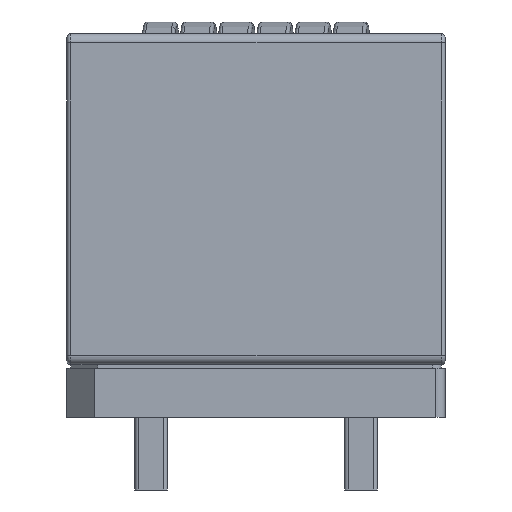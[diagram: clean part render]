
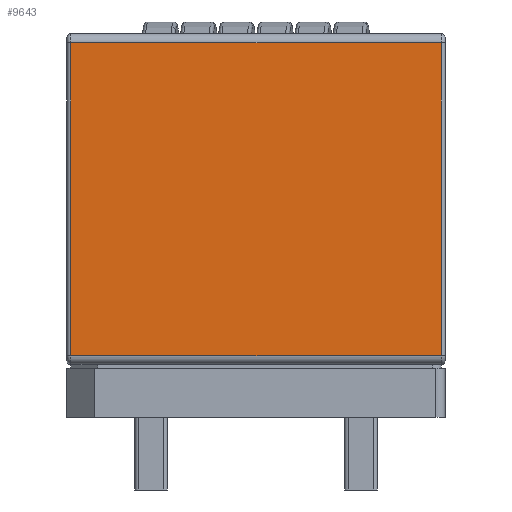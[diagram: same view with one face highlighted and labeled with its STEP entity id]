
A CAD part, left-side view. The second image highlights one B-rep face of the part: STEP entity #9643.
In plain terms, the highlighted planar face has unit normal (-1, 0, 0).
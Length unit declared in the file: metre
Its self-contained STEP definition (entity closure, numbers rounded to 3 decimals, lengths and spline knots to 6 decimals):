
#920=PLANE('',#10030);
#1174=LINE('',#12821,#1790);
#1463=LINE('',#15175,#2079);
#1464=LINE('',#15177,#2080);
#1465=LINE('',#15179,#2081);
#1790=VECTOR('',#10588,1.);
#2079=VECTOR('',#11203,1.);
#2080=VECTOR('',#11204,1.);
#2081=VECTOR('',#11205,1.);
#3499=ORIENTED_EDGE('',*,*,#4787,.F.);
#3500=ORIENTED_EDGE('',*,*,#4788,.T.);
#3501=ORIENTED_EDGE('',*,*,#4789,.T.);
#3502=ORIENTED_EDGE('',*,*,#4430,.T.);
#4430=EDGE_CURVE('',#5334,#5335,#1174,.T.);
#4787=EDGE_CURVE('',#5529,#5335,#1463,.T.);
#4788=EDGE_CURVE('',#5529,#5530,#1464,.T.);
#4789=EDGE_CURVE('',#5530,#5334,#1465,.T.);
#5334=VERTEX_POINT('',#12814);
#5335=VERTEX_POINT('',#12818);
#5529=VERTEX_POINT('',#15176);
#5530=VERTEX_POINT('',#15178);
#6086=EDGE_LOOP('',(#3499,#3500,#3501,#3502));
#6536=FACE_BOUND('',#6086,.T.);
#9643=ADVANCED_FACE('',(#6536),#920,.T.);
#10030=AXIS2_PLACEMENT_3D('',#15174,#11201,#11202);
#10588=DIRECTION('',(0.,0.,1.));
#11201=DIRECTION('',(-1.,0.,0.));
#11202=DIRECTION('',(0.,0.,1.));
#11203=DIRECTION('',(0.,-1.,0.));
#11204=DIRECTION('',(0.,0.,-1.));
#11205=DIRECTION('',(0.,-1.,0.));
#12814=CARTESIAN_POINT('',(-0.0125,-0.0102,0.00205));
#12818=CARTESIAN_POINT('',(-0.0125,-0.0102,0.01925));
#12821=CARTESIAN_POINT('',(-0.0125,-0.0102,0.01925));
#15174=CARTESIAN_POINT('',(-0.0125,0.0104,0.01975));
#15175=CARTESIAN_POINT('',(-0.0125,0.0104,0.01925));
#15176=CARTESIAN_POINT('',(-0.0125,0.0102,0.01925));
#15177=CARTESIAN_POINT('',(-0.0125,0.0102,0.00205));
#15178=CARTESIAN_POINT('',(-0.0125,0.0102,0.00205));
#15179=CARTESIAN_POINT('',(-0.0125,0.0104,0.00205));
